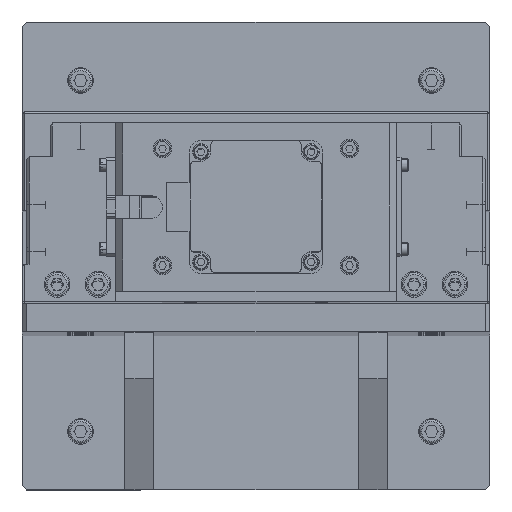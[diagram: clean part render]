
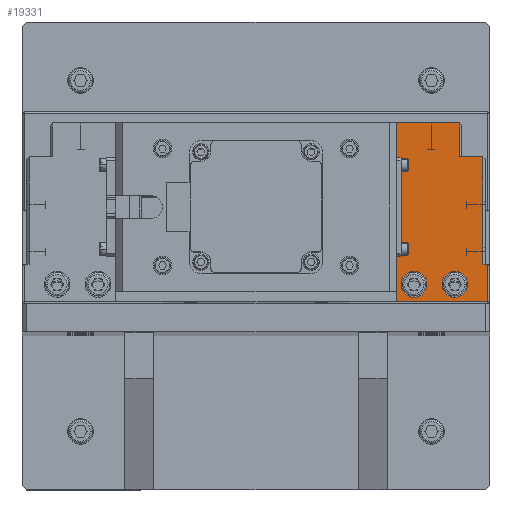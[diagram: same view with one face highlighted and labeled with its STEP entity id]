
A CAD part, top view. The second image highlights one B-rep face of the part: STEP entity #19331.
In plain terms, the highlighted planar face has unit normal (0, 0, 1).
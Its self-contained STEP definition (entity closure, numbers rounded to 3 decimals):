
#483 = VERTEX_POINT ( 'NONE', #40899 ) ;
#931 = CIRCLE ( 'NONE', #28353, 5.5 ) ;
#1602 = DIRECTION ( 'NONE',  ( 0., 0., 1. ) ) ;
#1710 = EDGE_CURVE ( 'NONE', #25618, #29475, #59114, .T. ) ;
#1938 = ORIENTED_EDGE ( 'NONE', *, *, #54831, .F. ) ;
#2176 = VERTEX_POINT ( 'NONE', #35253 ) ;
#2678 = PLANE ( 'NONE',  #17066 ) ;
#2761 = DIRECTION ( 'NONE',  ( 1., 0., 0. ) ) ;
#3170 = LINE ( 'NONE', #26875, #20180 ) ;
#3309 = ORIENTED_EDGE ( 'NONE', *, *, #42496, .T. ) ;
#4474 = DIRECTION ( 'NONE',  ( 0., 1., 0. ) ) ;
#4696 = EDGE_CURVE ( 'NONE', #51695, #20494, #31577, .T. ) ;
#6863 = CARTESIAN_POINT ( 'NONE',  ( 97., 62.5, 528. ) ) ;
#7051 = ORIENTED_EDGE ( 'NONE', *, *, #54878, .F. ) ;
#7141 = VERTEX_POINT ( 'NONE', #28858 ) ;
#7547 = AXIS2_PLACEMENT_3D ( 'NONE', #20003, #29114, #19158 ) ;
#7606 = DIRECTION ( 'NONE',  ( -1., 0., 0. ) ) ;
#8390 = ORIENTED_EDGE ( 'NONE', *, *, #58224, .F. ) ;
#9447 = EDGE_CURVE ( 'NONE', #47531, #483, #49411, .T. ) ;
#10118 = ORIENTED_EDGE ( 'NONE', *, *, #41487, .F. ) ;
#12736 = CARTESIAN_POINT ( 'NONE',  ( 97., 0.5, 528. ) ) ;
#12946 = DIRECTION ( 'NONE',  ( 0., 1., 0. ) ) ;
#13262 = ORIENTED_EDGE ( 'NONE', *, *, #4696, .T. ) ;
#13409 = CARTESIAN_POINT ( 'NONE',  ( 54., 0.5, 528. ) ) ;
#13684 = VECTOR ( 'NONE', #59649, 1000. ) ;
#14613 = EDGE_CURVE ( 'NONE', #483, #47531, #27482, .T. ) ;
#15551 = VERTEX_POINT ( 'NONE', #25555 ) ;
#17066 = AXIS2_PLACEMENT_3D ( 'NONE', #27553, #22528, #56392 ) ;
#17129 = VECTOR ( 'NONE', #59156, 1000. ) ;
#17530 = CARTESIAN_POINT ( 'NONE',  ( -60., 26., 528. ) ) ;
#17558 = CARTESIAN_POINT ( 'NONE',  ( 60., 77., 528. ) ) ;
#18337 = CARTESIAN_POINT ( 'NONE',  ( 87., 0.5, 528. ) ) ;
#18389 = DIRECTION ( 'NONE',  ( 0., 1., 0. ) ) ;
#19072 = CARTESIAN_POINT ( 'NONE',  ( 100., 0.5, 528. ) ) ;
#19158 = DIRECTION ( 'NONE',  ( 1., 0., 0. ) ) ;
#19331 = ADVANCED_FACE ( 'NONE', ( #32414, #35542, #57214 ), #2678, .F. ) ;
#19364 = DIRECTION ( 'NONE',  ( 1., 0., 0. ) ) ;
#20003 = CARTESIAN_POINT ( 'NONE',  ( 67.5, 8., 528. ) ) ;
#20180 = VECTOR ( 'NONE', #36593, 1000. ) ;
#20365 = EDGE_LOOP ( 'NONE', ( #42587, #3309, #22511, #40773, #13262, #10118, #60638, #35458, #42435, #39698, #8390, #63780 ) ) ;
#20494 = VERTEX_POINT ( 'NONE', #21437 ) ;
#20830 = DIRECTION ( 'NONE',  ( 1., 0., 0. ) ) ;
#21420 = VERTEX_POINT ( 'NONE', #17558 ) ;
#21437 = CARTESIAN_POINT ( 'NONE',  ( 99., 16.5, 528. ) ) ;
#22065 = LINE ( 'NONE', #17530, #29035 ) ;
#22220 = VECTOR ( 'NONE', #43365, 1000. ) ;
#22511 = ORIENTED_EDGE ( 'NONE', *, *, #36372, .F. ) ;
#22528 = DIRECTION ( 'NONE',  ( 0., 0., -1. ) ) ;
#23391 = VECTOR ( 'NONE', #12946, 1000. ) ;
#23443 = CARTESIAN_POINT ( 'NONE',  ( 54., 56., 528. ) ) ;
#24098 = CIRCLE ( 'NONE', #38327, 5.5 ) ;
#25214 = CARTESIAN_POINT ( 'NONE',  ( 88., 77., 528. ) ) ;
#25555 = CARTESIAN_POINT ( 'NONE',  ( 87., 77., 528. ) ) ;
#25618 = VERTEX_POINT ( 'NONE', #41422 ) ;
#25680 = EDGE_LOOP ( 'NONE', ( #1938, #7051 ) ) ;
#25703 = VERTEX_POINT ( 'NONE', #32667 ) ;
#25817 = CARTESIAN_POINT ( 'NONE',  ( 99., 0.5, 528. ) ) ;
#25848 = DIRECTION ( 'NONE',  ( 1., 0., 0. ) ) ;
#26145 = ORIENTED_EDGE ( 'NONE', *, *, #9447, .F. ) ;
#26279 = LINE ( 'NONE', #31816, #49573 ) ;
#26652 = DIRECTION ( 'NONE',  ( 1., 0., 0. ) ) ;
#26875 = CARTESIAN_POINT ( 'NONE',  ( 60., 77., 528. ) ) ;
#26923 = EDGE_CURVE ( 'NONE', #49675, #37081, #28368, .T. ) ;
#27482 = CIRCLE ( 'NONE', #62568, 5.5 ) ;
#27553 = CARTESIAN_POINT ( 'NONE',  ( 0., 0.5, 528. ) ) ;
#28353 = AXIS2_PLACEMENT_3D ( 'NONE', #45805, #1602, #25848 ) ;
#28368 = LINE ( 'NONE', #13409, #59414 ) ;
#28858 = CARTESIAN_POINT ( 'NONE',  ( 60., 0.5, 528. ) ) ;
#29035 = VECTOR ( 'NONE', #26652, 1000. ) ;
#29114 = DIRECTION ( 'NONE',  ( 0., 0., 1. ) ) ;
#29475 = VERTEX_POINT ( 'NONE', #6863 ) ;
#31124 = LINE ( 'NONE', #19072, #17129 ) ;
#31577 = LINE ( 'NONE', #53979, #22220 ) ;
#31816 = CARTESIAN_POINT ( 'NONE',  ( -60., 56., 528. ) ) ;
#31890 = EDGE_LOOP ( 'NONE', ( #26145, #63015 ) ) ;
#32384 = DIRECTION ( 'NONE',  ( 0., 0., 1. ) ) ;
#32414 = FACE_BOUND ( 'NONE', #25680, .T. ) ;
#32667 = CARTESIAN_POINT ( 'NONE',  ( 87., 62.5, 528. ) ) ;
#34982 = VECTOR ( 'NONE', #4474, 1000. ) ;
#35253 = CARTESIAN_POINT ( 'NONE',  ( 60., 56., 528. ) ) ;
#35458 = ORIENTED_EDGE ( 'NONE', *, *, #60167, .F. ) ;
#35542 = FACE_BOUND ( 'NONE', #31890, .T. ) ;
#36372 = EDGE_CURVE ( 'NONE', #7141, #36588, #3170, .T. ) ;
#36588 = VERTEX_POINT ( 'NONE', #53281 ) ;
#36593 = DIRECTION ( 'NONE',  ( 0., 1., 0. ) ) ;
#36642 = CARTESIAN_POINT ( 'NONE',  ( 88., 62.5, 528. ) ) ;
#37081 = VERTEX_POINT ( 'NONE', #23443 ) ;
#37096 = LINE ( 'NONE', #18337, #61898 ) ;
#38327 = AXIS2_PLACEMENT_3D ( 'NONE', #52764, #58541, #19364 ) ;
#39017 = CARTESIAN_POINT ( 'NONE',  ( 79.5, 8., 528. ) ) ;
#39698 = ORIENTED_EDGE ( 'NONE', *, *, #40901, .F. ) ;
#39724 = VERTEX_POINT ( 'NONE', #39017 ) ;
#40010 = DIRECTION ( 'NONE',  ( 1., 0., 0. ) ) ;
#40443 = CARTESIAN_POINT ( 'NONE',  ( 73., 8., 528. ) ) ;
#40773 = ORIENTED_EDGE ( 'NONE', *, *, #44567, .F. ) ;
#40899 = CARTESIAN_POINT ( 'NONE',  ( 62., 8., 528. ) ) ;
#40901 = EDGE_CURVE ( 'NONE', #21420, #15551, #61005, .T. ) ;
#41422 = CARTESIAN_POINT ( 'NONE',  ( 97., 16.5, 528. ) ) ;
#41487 = EDGE_CURVE ( 'NONE', #25618, #20494, #60893, .T. ) ;
#41513 = CARTESIAN_POINT ( 'NONE',  ( 54., 26., 528. ) ) ;
#42386 = VERTEX_POINT ( 'NONE', #55695 ) ;
#42435 = ORIENTED_EDGE ( 'NONE', *, *, #50909, .T. ) ;
#42496 = EDGE_CURVE ( 'NONE', #49675, #36588, #22065, .T. ) ;
#42587 = ORIENTED_EDGE ( 'NONE', *, *, #26923, .F. ) ;
#43273 = LINE ( 'NONE', #36642, #47923 ) ;
#43365 = DIRECTION ( 'NONE',  ( 0., 1., 0. ) ) ;
#44345 = LINE ( 'NONE', #63159, #34982 ) ;
#44567 = EDGE_CURVE ( 'NONE', #51695, #7141, #31124, .T. ) ;
#45805 = CARTESIAN_POINT ( 'NONE',  ( 85., 8., 528. ) ) ;
#47531 = VERTEX_POINT ( 'NONE', #40443 ) ;
#47923 = VECTOR ( 'NONE', #20830, 1000. ) ;
#49386 = CARTESIAN_POINT ( 'NONE',  ( 98., 16.5, 528. ) ) ;
#49411 = CIRCLE ( 'NONE', #7547, 5.5 ) ;
#49573 = VECTOR ( 'NONE', #7606, 1000. ) ;
#49675 = VERTEX_POINT ( 'NONE', #41513 ) ;
#50239 = EDGE_CURVE ( 'NONE', #2176, #37081, #26279, .T. ) ;
#50909 = EDGE_CURVE ( 'NONE', #25703, #15551, #37096, .T. ) ;
#51695 = VERTEX_POINT ( 'NONE', #25817 ) ;
#52764 = CARTESIAN_POINT ( 'NONE',  ( 85., 8., 528. ) ) ;
#53177 = VECTOR ( 'NONE', #40010, 1000. ) ;
#53281 = CARTESIAN_POINT ( 'NONE',  ( 60., 26., 528. ) ) ;
#53979 = CARTESIAN_POINT ( 'NONE',  ( 99., 0.5, 528. ) ) ;
#54831 = EDGE_CURVE ( 'NONE', #42386, #39724, #24098, .T. ) ;
#54878 = EDGE_CURVE ( 'NONE', #39724, #42386, #931, .T. ) ;
#55695 = CARTESIAN_POINT ( 'NONE',  ( 90.5, 8., 528. ) ) ;
#56392 = DIRECTION ( 'NONE',  ( -1., 0., 0. ) ) ;
#57214 = FACE_OUTER_BOUND ( 'NONE', #20365, .T. ) ;
#58224 = EDGE_CURVE ( 'NONE', #2176, #21420, #44345, .T. ) ;
#58541 = DIRECTION ( 'NONE',  ( 0., 0., 1. ) ) ;
#59114 = LINE ( 'NONE', #12736, #23391 ) ;
#59156 = DIRECTION ( 'NONE',  ( -1., 0., 0. ) ) ;
#59414 = VECTOR ( 'NONE', #18389, 1000. ) ;
#59649 = DIRECTION ( 'NONE',  ( 1., 0., 0. ) ) ;
#60167 = EDGE_CURVE ( 'NONE', #25703, #29475, #43273, .T. ) ;
#60638 = ORIENTED_EDGE ( 'NONE', *, *, #1710, .T. ) ;
#60893 = LINE ( 'NONE', #49386, #53177 ) ;
#61005 = LINE ( 'NONE', #25214, #13684 ) ;
#61898 = VECTOR ( 'NONE', #62951, 1000. ) ;
#62061 = CARTESIAN_POINT ( 'NONE',  ( 67.5, 8., 528. ) ) ;
#62568 = AXIS2_PLACEMENT_3D ( 'NONE', #62061, #32384, #2761 ) ;
#62951 = DIRECTION ( 'NONE',  ( 0., 1., 0. ) ) ;
#63015 = ORIENTED_EDGE ( 'NONE', *, *, #14613, .F. ) ;
#63159 = CARTESIAN_POINT ( 'NONE',  ( 60., 77., 528. ) ) ;
#63780 = ORIENTED_EDGE ( 'NONE', *, *, #50239, .T. ) ;
